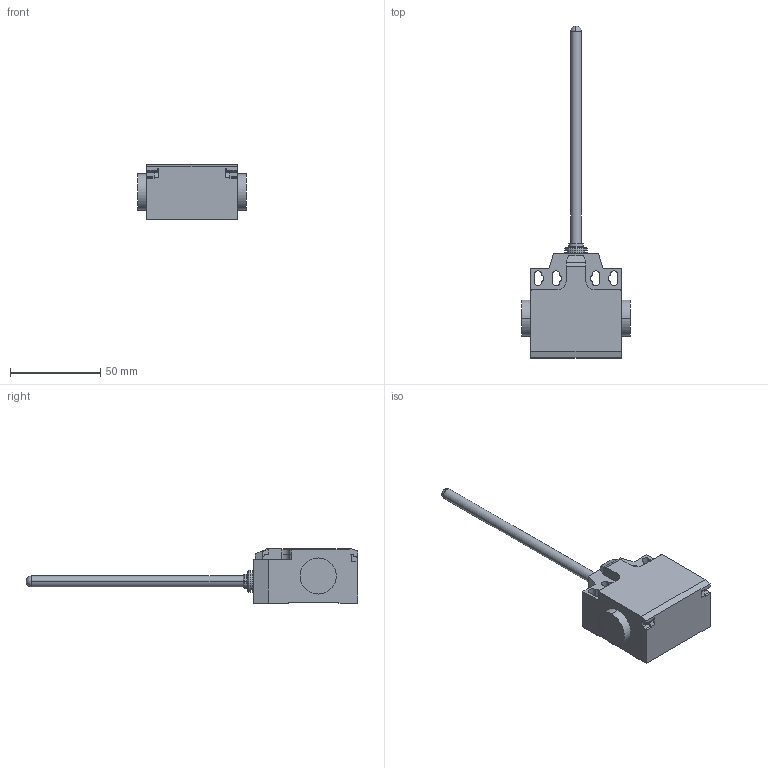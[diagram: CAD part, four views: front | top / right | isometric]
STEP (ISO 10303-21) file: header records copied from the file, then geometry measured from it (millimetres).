
FILE_DESCRIPTION((''),'2;1');
FILE_NAME('3d_KCM2L02.stp','2012-10-03T08:23:50',(''),(''),'Mechanical Desktop 2011','Mechanical Desktop 2011',', , ');
FILE_SCHEMA(('CONFIG_CONTROL_DESIGN'));
Length unit declared in the file: millimetre
Products named in the file (1): Product
Bounding box: 60 x 183.5 x 30 mm (x, y, z)
Volume: 79664.8 mm3; surface area: 17207.2 mm2
Topology: 2 solids, 2 shells, 139 faces, 411 edges, 290 vertices
Faces by surface type: plane 65, cylinder 40, bspline 26, cone 6, sphere 2
Entity records: 4890 total; most frequent: CARTESIAN_POINT 1072, ORIENTED_EDGE 792, DIRECTION 749, EDGE_CURVE 396, VECTOR 297, LINE 297, VERTEX_POINT 265, AXIS2_PLACEMENT_3D 226
